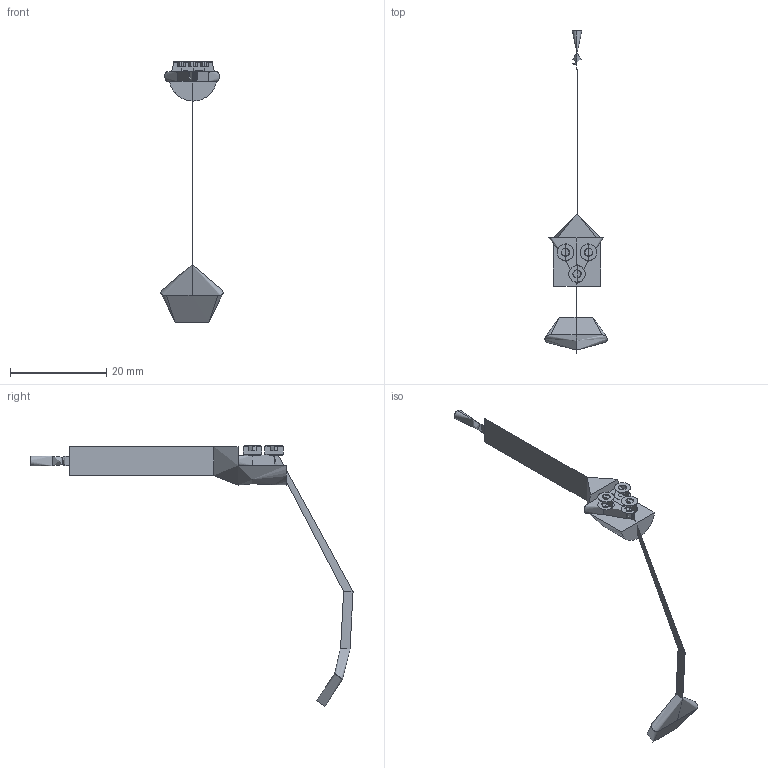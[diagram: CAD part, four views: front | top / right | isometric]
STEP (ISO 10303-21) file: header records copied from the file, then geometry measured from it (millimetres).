
FILE_DESCRIPTION(/* description */ (''),/* implementation_level */ '2;1');
FILE_NAME(/* name */ 'retractorAssembly',/* time_stamp */ '2016-10-04T11:25:19-04:00',/* author */ (''),/* organization */ (''),/* preprocessor_version */ 'ST-DEVELOPER v15',/* originating_system */ '',/* authorisation */ '');
FILE_SCHEMA (('AUTOMOTIVE_DESIGN'));
Length unit declared in the file: millimetre
Products named in the file (1): Document
Bounding box: 12.93 x 66.9 x 54.17 mm (x, y, z)
Volume: 3269.8 mm3; surface area: 3531 mm2
Topology: 2 solids, 101 shells, 220 faces, 463 edges, 328 vertices
Faces by surface type: bspline 186, plane 34
Entity records: 18146 total; most frequent: CARTESIAN_POINT 15214, ORIENTED_EDGE 700, EDGE_CURVE 461, VERTEX_POINT 328, B_SPLINE_CURVE_WITH_KNOTS 243, EDGE_LOOP 237, ADVANCED_FACE 220, FACE_OUTER_BOUND 220
